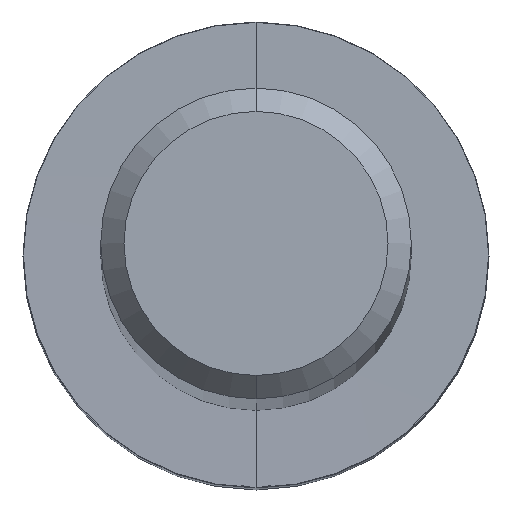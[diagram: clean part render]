
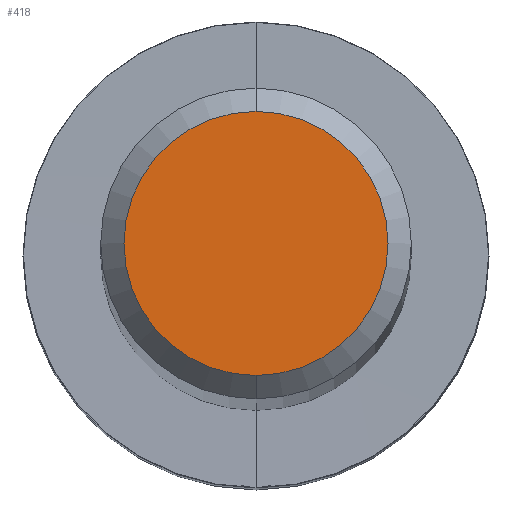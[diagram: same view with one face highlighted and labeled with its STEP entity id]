
A CAD part, top view. The second image highlights one B-rep face of the part: STEP entity #418.
In plain terms, the highlighted planar face has unit normal (0, 0, 1).
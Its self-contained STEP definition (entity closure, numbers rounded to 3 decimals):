
#194=EDGE_CURVE('',#358,#376,#481,.T.);
#232=EDGE_CURVE('',#376,#358,#527,.T.);
#358=VERTEX_POINT('',#663);
#376=VERTEX_POINT('',#683);
#418=ADVANCED_FACE('',(#730),#731,.T.);
#481=CIRCLE('',#821,1.7);
#527=CIRCLE('',#890,1.7);
#663=CARTESIAN_POINT('',(0.,-1.7,0.0));
#683=CARTESIAN_POINT('',(0.0,1.7,0.0));
#730=FACE_OUTER_BOUND('',#1319,.T.);
#731=PLANE('',#1320);
#821=AXIS2_PLACEMENT_3D('',#1374,#1375,#1376);
#890=AXIS2_PLACEMENT_3D('',#1462,#1463,#1464);
#1319=EDGE_LOOP('',(#1673,#1674));
#1320=AXIS2_PLACEMENT_3D('',#1675,#1676,#1677);
#1374=CARTESIAN_POINT('',(0.0,0.0,0.0));
#1375=DIRECTION('',(0.0,0.0,-1.0));
#1376=DIRECTION('',(0.0,1.0,0.0));
#1462=CARTESIAN_POINT('',(0.0,0.0,0.0));
#1463=DIRECTION('',(0.0,0.0,-1.0));
#1464=DIRECTION('',(0.0,1.0,0.0));
#1673=ORIENTED_EDGE('',*,*,#232,.F.);
#1674=ORIENTED_EDGE('',*,*,#194,.F.);
#1675=CARTESIAN_POINT('',(0.0,0.85,0.0));
#1676=DIRECTION('',(-0.0,0.0,1.0));
#1677=DIRECTION('',(0.0,-1.0,0.0));
